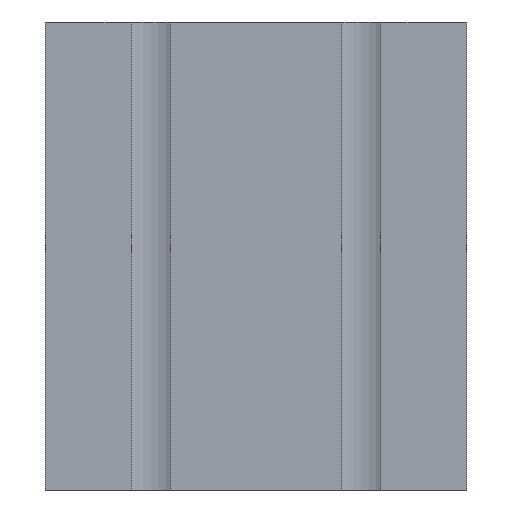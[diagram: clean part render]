
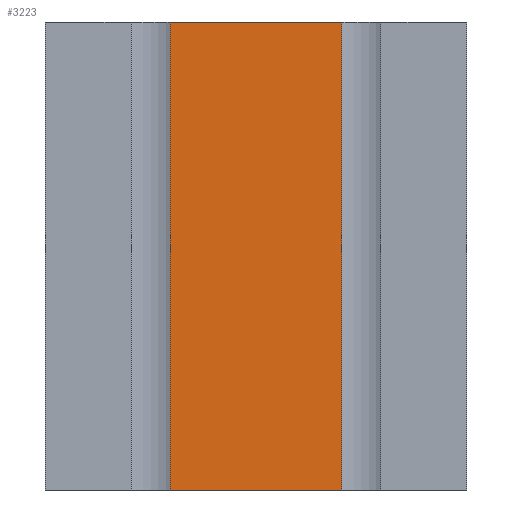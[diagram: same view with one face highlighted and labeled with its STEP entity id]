
A CAD part, front view. The second image highlights one B-rep face of the part: STEP entity #3223.
In plain terms, the highlighted planar face has unit normal (0, -1, 0).
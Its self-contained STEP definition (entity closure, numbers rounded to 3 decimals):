
#3167=CARTESIAN_POINT('',(56.284,-0.885,100.0));
#3168=VERTEX_POINT('',#3167);
#3175=CARTESIAN_POINT('',(56.284,-0.885,0.0));
#3176=VERTEX_POINT('',#3175);
#3177=CARTESIAN_POINT('',(56.284,-0.885,0.0));
#3178=DIRECTION('',(0.0,0.0,1.0));
#3179=VECTOR('',#3178,100.0);
#3180=LINE('',#3177,#3179);
#3181=EDGE_CURVE('',#3176,#3168,#3180,.T.);
#3193=CARTESIAN_POINT('',(56.284,-0.885,0.0));
#3194=DIRECTION('',(0.0,-1.0,0.0));
#3195=DIRECTION('',(0.0,0.0,-1.0));
#3196=AXIS2_PLACEMENT_3D('',#3193,#3194,#3195);
#3197=PLANE('',#3196);
#3198=CARTESIAN_POINT('',(19.584,-0.885,100.0));
#3199=VERTEX_POINT('',#3198);
#3200=CARTESIAN_POINT('',(56.284,-0.885,100.0));
#3201=DIRECTION('',(-1.0,0.0,0.0));
#3202=VECTOR('',#3201,36.7);
#3203=LINE('',#3200,#3202);
#3204=EDGE_CURVE('',#3168,#3199,#3203,.T.);
#3205=ORIENTED_EDGE('',*,*,#3204,.T.);
#3206=CARTESIAN_POINT('',(19.584,-0.885,0.0));
#3207=VERTEX_POINT('',#3206);
#3208=CARTESIAN_POINT('',(19.584,-0.885,0.0));
#3209=DIRECTION('',(0.0,0.0,1.0));
#3210=VECTOR('',#3209,100.0);
#3211=LINE('',#3208,#3210);
#3212=EDGE_CURVE('',#3207,#3199,#3211,.T.);
#3213=ORIENTED_EDGE('',*,*,#3212,.F.);
#3214=CARTESIAN_POINT('',(19.584,-0.885,0.0));
#3215=DIRECTION('',(1.0,0.0,0.0));
#3216=VECTOR('',#3215,36.7);
#3217=LINE('',#3214,#3216);
#3218=EDGE_CURVE('',#3207,#3176,#3217,.T.);
#3219=ORIENTED_EDGE('',*,*,#3218,.T.);
#3220=ORIENTED_EDGE('',*,*,#3181,.T.);
#3221=EDGE_LOOP('',(#3205,#3213,#3219,#3220));
#3222=FACE_OUTER_BOUND('',#3221,.T.);
#3223=ADVANCED_FACE('',(#3222),#3197,.T.);
